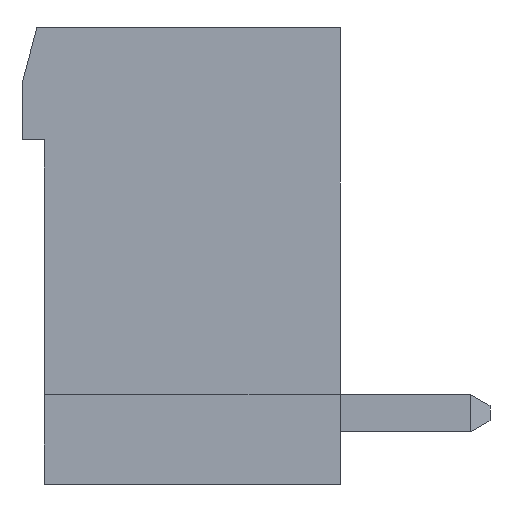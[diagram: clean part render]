
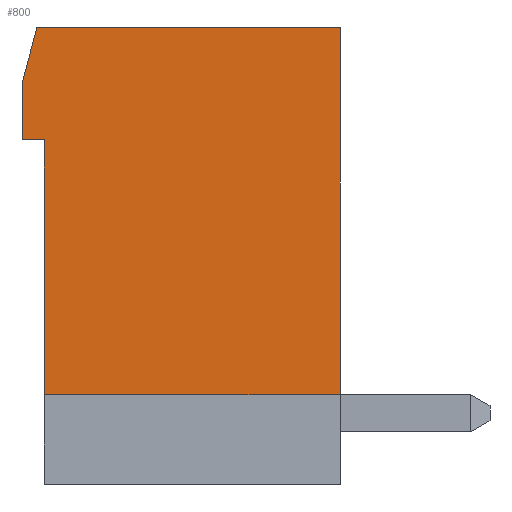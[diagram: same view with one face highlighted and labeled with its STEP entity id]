
A CAD part, front view. The second image highlights one B-rep face of the part: STEP entity #800.
In plain terms, the highlighted planar face has unit normal (0, -1, 0).
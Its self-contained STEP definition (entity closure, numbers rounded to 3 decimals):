
#800 = ADVANCED_FACE( '', ( #1798 ), #1799, .F. );
#1798 = FACE_OUTER_BOUND( '', #2990, .T. );
#1799 = PLANE( '', #2991 );
#2990 = EDGE_LOOP( '', ( #5271, #5272, #5273, #5274, #5275, #5276, #5277 ) );
#2991 = AXIS2_PLACEMENT_3D( '', #5278, #5279, #5280 );
#5271 = ORIENTED_EDGE( '', *, *, #7882, .T. );
#5272 = ORIENTED_EDGE( '', *, *, #7803, .T. );
#5273 = ORIENTED_EDGE( '', *, *, #7883, .T. );
#5274 = ORIENTED_EDGE( '', *, *, #7790, .T. );
#5275 = ORIENTED_EDGE( '', *, *, #7229, .T. );
#5276 = ORIENTED_EDGE( '', *, *, #7884, .T. );
#5277 = ORIENTED_EDGE( '', *, *, #7885, .T. );
#5278 = CARTESIAN_POINT( '', ( 66.4, -44.72, -3. ) );
#5279 = DIRECTION( '', ( 0., 1., 0. ) );
#5280 = DIRECTION( '', ( 0., 0., -1. ) );
#7229 = EDGE_CURVE( '', #8739, #8737, #8740, .T. );
#7790 = EDGE_CURVE( '', #9606, #8739, #9607, .T. );
#7803 = EDGE_CURVE( '', #9624, #9625, #9626, .T. );
#7882 = EDGE_CURVE( '', #9727, #9624, #9728, .T. );
#7883 = EDGE_CURVE( '', #9625, #9606, #9729, .T. );
#7884 = EDGE_CURVE( '', #8737, #9730, #9731, .T. );
#7885 = EDGE_CURVE( '', #9730, #9727, #9732, .T. );
#8737 = VERTEX_POINT( '', #10862 );
#8739 = VERTEX_POINT( '', #10865 );
#8740 = LINE( '', #10866, #10867 );
#9606 = VERTEX_POINT( '', #12142 );
#9607 = LINE( '', #12143, #12144 );
#9624 = VERTEX_POINT( '', #12170 );
#9625 = VERTEX_POINT( '', #12171 );
#9626 = LINE( '', #12172, #12173 );
#9727 = VERTEX_POINT( '', #12332 );
#9728 = LINE( '', #12333, #12334 );
#9729 = LINE( '', #12335, #12336 );
#9730 = VERTEX_POINT( '', #12337 );
#9731 = LINE( '', #12338, #12339 );
#9732 = LINE( '', #12340, #12341 );
#10862 = CARTESIAN_POINT( '', ( 66.5, -44.72, -1.493 ) );
#10865 = CARTESIAN_POINT( '', ( 66.9, -44.72, 0. ) );
#10866 = CARTESIAN_POINT( '', ( 66.5, -44.72, -1.493 ) );
#10867 = VECTOR( '', #13341, 1000. );
#12142 = CARTESIAN_POINT( '', ( 75., -44.72, 0. ) );
#12143 = CARTESIAN_POINT( '', ( 66.8, -44.72, 0. ) );
#12144 = VECTOR( '', #13850, 1000. );
#12170 = CARTESIAN_POINT( '', ( 67.1, -44.72, -9.8 ) );
#12171 = CARTESIAN_POINT( '', ( 75., -44.72, -9.8 ) );
#12172 = CARTESIAN_POINT( '', ( 75., -44.72, -9.8 ) );
#12173 = VECTOR( '', #13863, 1000. );
#12332 = CARTESIAN_POINT( '', ( 67.1, -44.72, -3. ) );
#12333 = CARTESIAN_POINT( '', ( 67.1, -44.72, -9.8 ) );
#12334 = VECTOR( '', #13916, 1000. );
#12335 = CARTESIAN_POINT( '', ( 75., -44.72, 0. ) );
#12336 = VECTOR( '', #13917, 1000. );
#12337 = CARTESIAN_POINT( '', ( 66.5, -44.72, -3. ) );
#12338 = CARTESIAN_POINT( '', ( 66.5, -44.72, -3. ) );
#12339 = VECTOR( '', #13918, 1000. );
#12340 = CARTESIAN_POINT( '', ( 66.9, -44.72, -3. ) );
#12341 = VECTOR( '', #13919, 1000. );
#13341 = DIRECTION( '', ( -0.259, 0., -0.966 ) );
#13850 = DIRECTION( '', ( -1., 0., 0. ) );
#13863 = DIRECTION( '', ( 1., 0., 0. ) );
#13916 = DIRECTION( '', ( 0., 0., -1. ) );
#13917 = DIRECTION( '', ( 0., 0., 1. ) );
#13918 = DIRECTION( '', ( 0., 0., -1. ) );
#13919 = DIRECTION( '', ( 1., 0., 0. ) );
